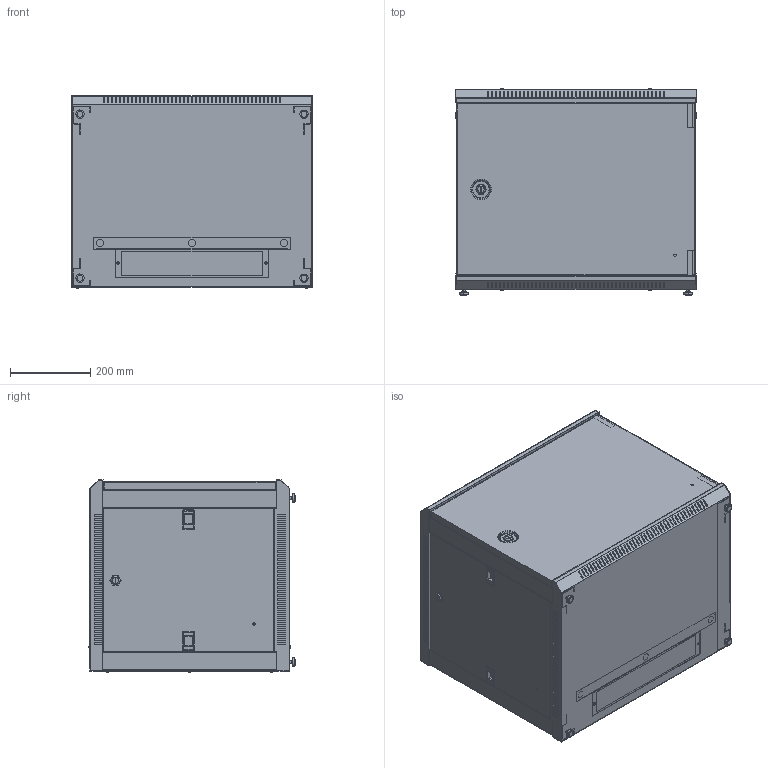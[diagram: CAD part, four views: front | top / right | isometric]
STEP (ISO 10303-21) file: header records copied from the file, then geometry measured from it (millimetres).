
FILE_DESCRIPTION (( 'STEP AP214' ), '1' );
FILE_NAME ('LWR5-09U64-GF ITK Øêàô LINEA W 9U 600x450 ìì äâåðü ñòåêëî, RAL9005.STEP', '2018-11-27T13:59:05', ( '' ), ( '' ), 'SwSTEP 2.0', 'SolidWorks 2014', '' );
FILE_SCHEMA (( 'AUTOMOTIVE_DESIGN' ));
Length unit declared in the file: millimetre
Products named in the file (1): LWR5-09U64-GF  ITK Øêàô LINEA W 9U 600x450 ìì äâåðü ñòåêëî, RAL9005
Bounding box: 604.6 x 517.41 x 480 mm (x, y, z)
Volume: 3100440.8 mm3; surface area: 4674998.3 mm2
Topology: 19 solids, 23 shells, 4751 faces, 13864 edges, 9192 vertices
Faces by surface type: plane 3664, cylinder 969, torus 52, cone 52, sphere 14
Entity records: 159836 total; most frequent: CARTESIAN_POINT 29160, ORIENTED_EDGE 27728, DIRECTION 25290, EDGE_CURVE 13864, LINE 11262, VECTOR 11262, VERTEX_POINT 9192, AXIS2_PLACEMENT_3D 7014
